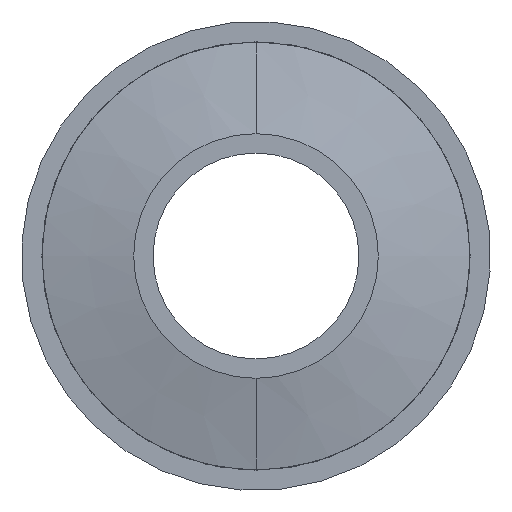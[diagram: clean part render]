
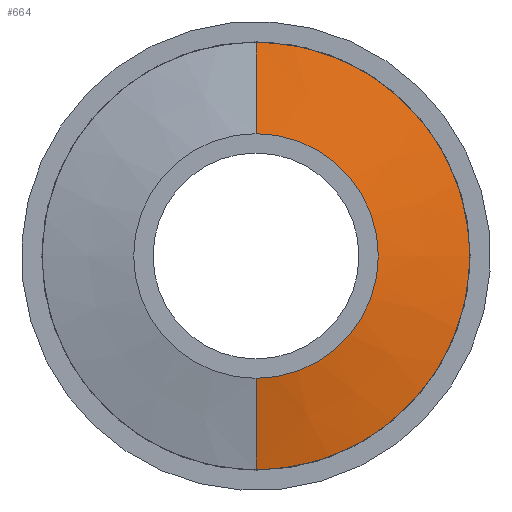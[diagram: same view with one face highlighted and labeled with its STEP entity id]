
A CAD part, front view. The second image highlights one B-rep face of the part: STEP entity #664.
In plain terms, the highlighted conical face has half-angle 77.471 degrees and reference radius 10.5 mm.
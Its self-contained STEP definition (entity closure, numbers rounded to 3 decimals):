
#1 = CARTESIAN_POINT ( 'NONE',  ( 0., -3., -10.5 ) ) ;
#4 = CARTESIAN_POINT ( 'NONE',  ( 0., -3., 10.5 ) ) ;
#37 = CARTESIAN_POINT ( 'NONE',  ( 0., -4., 6. ) ) ;
#38 = CARTESIAN_POINT ( 'NONE',  ( 0., -4., -6. ) ) ;
#44 = DIRECTION ( 'NONE',  ( 0., 0.217, -0.976 ) ) ;
#48 = CARTESIAN_POINT ( 'NONE',  ( 0., -3., 10.5 ) ) ;
#49 = DIRECTION ( 'NONE',  ( 0., 0.217, 0.976 ) ) ;
#51 = CARTESIAN_POINT ( 'NONE',  ( 0., -3., -10.5 ) ) ;
#54 = DIRECTION ( 'NONE',  ( 0., 1., 0. ) ) ;
#55 = DIRECTION ( 'NONE',  ( 0., 0., 1. ) ) ;
#56 = CARTESIAN_POINT ( 'NONE',  ( 0., -4., 0. ) ) ;
#79 = CARTESIAN_POINT ( 'NONE',  ( 0., -3., 0. ) ) ;
#80 = DIRECTION ( 'NONE',  ( 0., 1., 0. ) ) ;
#81 = DIRECTION ( 'NONE',  ( 0., 0., 1. ) ) ;
#110 = CARTESIAN_POINT ( 'NONE',  ( 0., -3., 0. ) ) ;
#119 = DIRECTION ( 'NONE',  ( 0., 1., 0. ) ) ;
#120 = DIRECTION ( 'NONE',  ( 0., 0., 1. ) ) ;
#302 = CIRCLE ( 'NONE', #328, 6. ) ;
#311 = AXIS2_PLACEMENT_3D ( 'NONE', #79, #80, #81 ) ;
#318 = CIRCLE ( 'NONE', #311, 10.5 ) ;
#328 = AXIS2_PLACEMENT_3D ( 'NONE', #56, #54, #55 ) ;
#331 = VECTOR ( 'NONE', #44, 1000. ) ;
#334 = VECTOR ( 'NONE', #49, 1000. ) ;
#351 = AXIS2_PLACEMENT_3D ( 'NONE', #110, #119, #120 ) ;
#352 = CONICAL_SURFACE ( 'NONE', #351, 10.5, 1.352 ) ;
#407 = ORIENTED_EDGE ( 'NONE', *, *, #653, .F. ) ;
#411 = ORIENTED_EDGE ( 'NONE', *, *, #641, .T. ) ;
#419 = EDGE_LOOP ( 'NONE', ( #420, #411, #407, #421 ) ) ;
#420 = ORIENTED_EDGE ( 'NONE', *, *, #643, .T. ) ;
#421 = ORIENTED_EDGE ( 'NONE', *, *, #639, .F. ) ;
#449 = VERTEX_POINT ( 'NONE', #4 ) ;
#453 = VERTEX_POINT ( 'NONE', #1 ) ;
#455 = VERTEX_POINT ( 'NONE', #37 ) ;
#456 = VERTEX_POINT ( 'NONE', #38 ) ;
#639 = EDGE_CURVE ( 'NONE', #455, #449, #874, .T. ) ;
#641 = EDGE_CURVE ( 'NONE', #456, #453, #869, .T. ) ;
#643 = EDGE_CURVE ( 'NONE', #455, #456, #302, .T. ) ;
#653 = EDGE_CURVE ( 'NONE', #449, #453, #318, .T. ) ;
#664 = ADVANCED_FACE ( 'NONE', ( #888 ), #352, .T. ) ;
#869 = LINE ( 'NONE', #51, #331 ) ;
#874 = LINE ( 'NONE', #48, #334 ) ;
#888 = FACE_OUTER_BOUND ( 'NONE', #419, .T. ) ;
